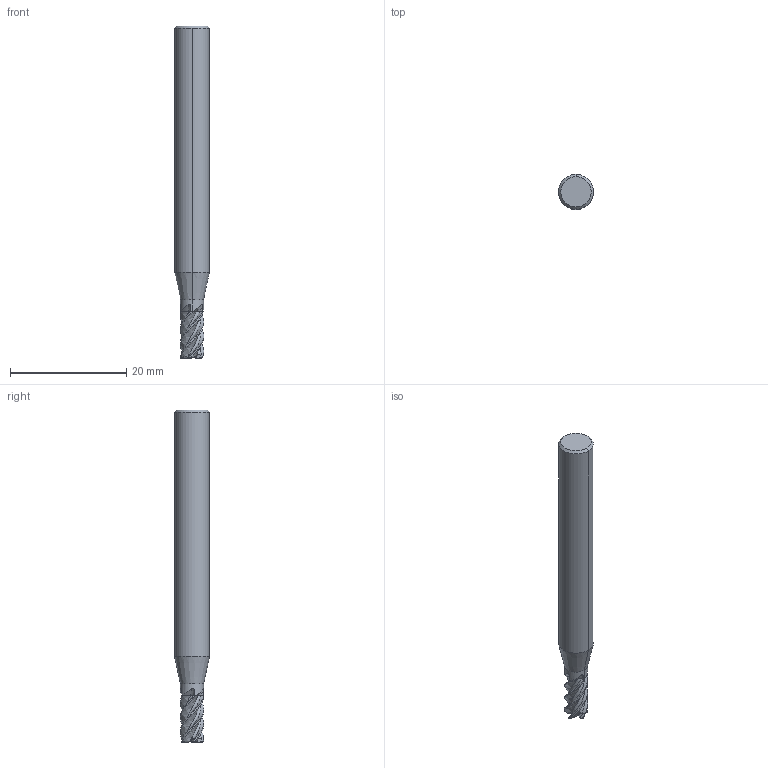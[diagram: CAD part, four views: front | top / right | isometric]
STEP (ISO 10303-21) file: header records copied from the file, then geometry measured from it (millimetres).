
FILE_DESCRIPTION(('no description'),'unknown implementation level');
FILE_NAME('EXPK1-M02-0223-4-Detail.stp',' ',('CIMSOURCE GmbH'),('CADClick - KiM GmbH - www.kimweb.de'),'unknown preprocess','ACIS','unknown authorization');
FILE_SCHEMA(('automotive_design'));
Length unit declared in the file: millimetre
Products named in the file (2): NOCUT; CUT
Bounding box: 6 x 6 x 57 mm (x, y, z)
Volume: 1365.4 mm3; surface area: 1164.8 mm2
Topology: 2 solids, 2 shells, 151 faces, 431 edges, 283 vertices
Faces by surface type: plane 58, bspline 40, revolution 20, cone 18, cylinder 10, torus 5
Entity records: 21120 total; most frequent: CARTESIAN_POINT 12740, STYLED_ITEM 867, PRESENTATION_STYLE_ASSIGNMENT 867, COLOUR_RGB 867, ORIENTED_EDGE 862, DIRECTION 583, EDGE_CURVE 431, CURVE_STYLE 431
